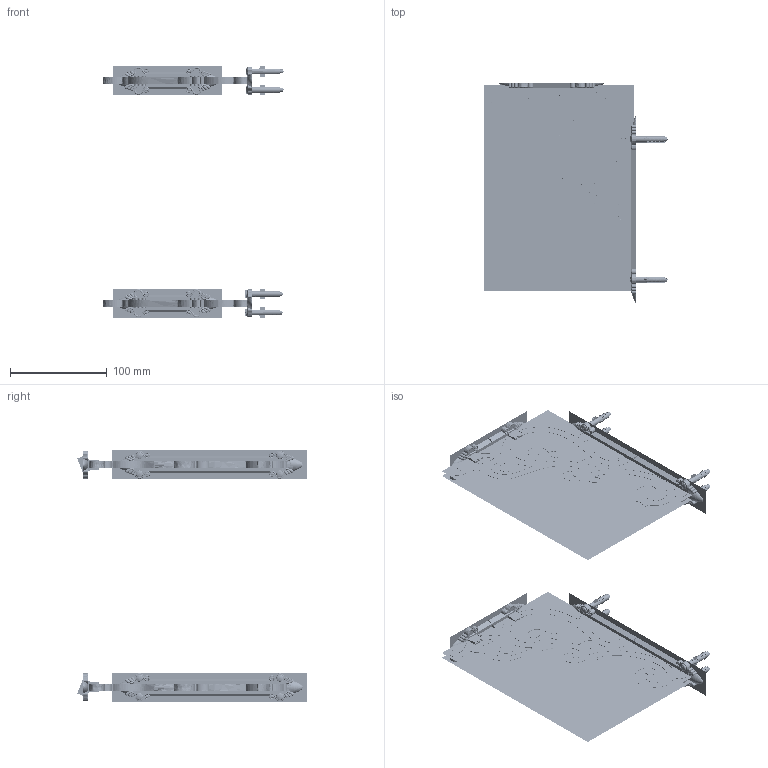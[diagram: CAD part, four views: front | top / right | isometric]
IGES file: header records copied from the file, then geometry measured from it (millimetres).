
Start section:  PTC IGES file: 5002028.igs
Global section: file name: 5002028.igs; native system: Pro/ENGINEER by Parametric Technology Corporation; preprocessor: 2008230; author: Administrator; organization: Unknown; date: 20140607.090249; units: millimetre
Bounding box: 189.66 x 237.03 x 260.22 mm (x, y, z)
Volume: 143726.8 mm3; surface area: 1146550.7 mm2
Topology: 30 solids, 43 shells, 7305 faces, 38369 edges, 48444 vertices
Faces by surface type: revolution 3648, bspline 3113, extrusion 544
